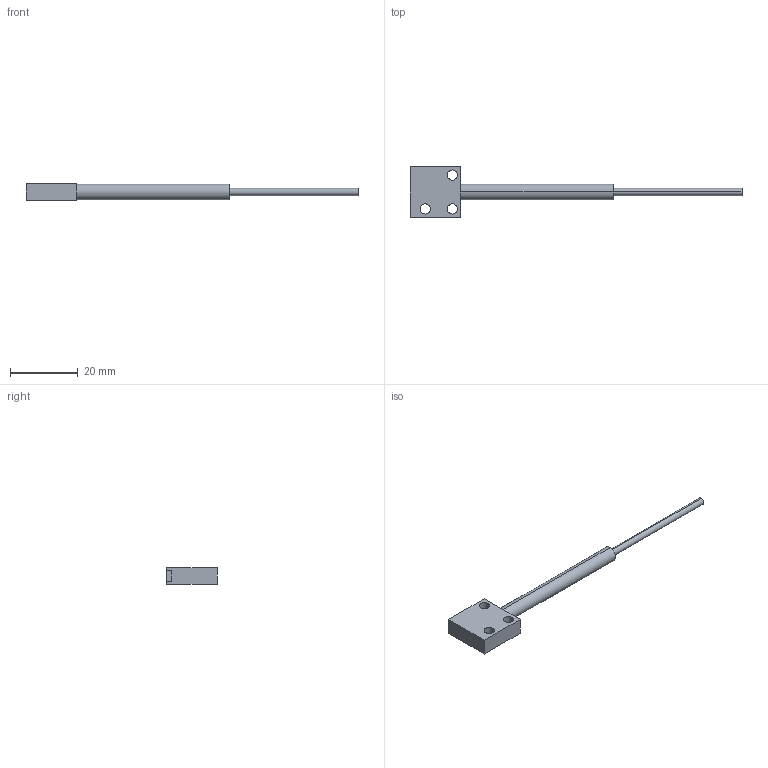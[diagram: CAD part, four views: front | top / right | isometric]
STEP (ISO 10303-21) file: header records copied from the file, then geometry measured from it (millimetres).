
FILE_DESCRIPTION (( 'STEP AP214' ), '1' );
FILE_NAME ('FOACAMPT15MLD_3D.step', '2023-07-19T00:45:39', ( '' ), ( '' ), 'SwSTEP 2.0', 'SolidWorks 2022', '' );
FILE_SCHEMA (( 'AUTOMOTIVE_DESIGN' ));
Length unit declared in the file: millimetre
Products named in the file (1): FOACAMPT15MLD_3D
Bounding box: 98 x 15 x 5 mm (x, y, z)
Volume: 1553 mm3; surface area: 2679.8 mm2
Topology: 2 solids, 2 shells, 63 faces, 168 edges, 112 vertices
Faces by surface type: cylinder 46, plane 17
Entity records: 2133 total; most frequent: DIRECTION 388, CARTESIAN_POINT 344, ORIENTED_EDGE 336, EDGE_CURVE 168, AXIS2_PLACEMENT_3D 156, VERTEX_POINT 112, EDGE_LOOP 104, CIRCLE 92
